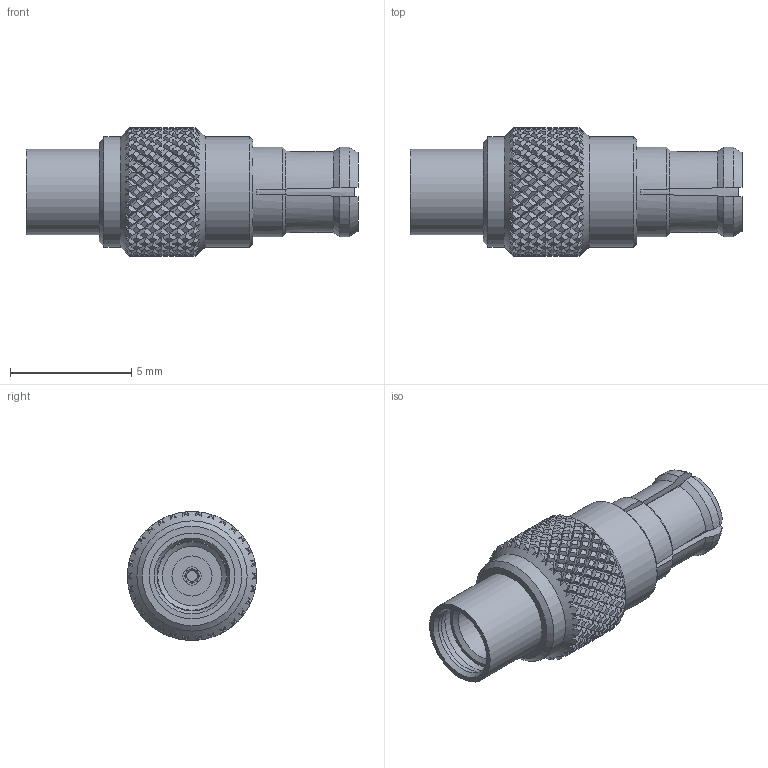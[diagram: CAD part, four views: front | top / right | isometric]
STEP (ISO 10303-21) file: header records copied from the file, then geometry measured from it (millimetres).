
FILE_DESCRIPTION (( 'STEP AP203' ), '1' );
FILE_NAME ('PE9528_3D.step', '2020-11-13T16:01:58', ( '' ), ( '' ), 'SwSTEP 2.0', 'SolidWorks 2018', '' );
FILE_SCHEMA (( 'CONFIG_CONTROL_DESIGN' ));
Products named in the file (1): PE9528_3D
Bounding box: 13.67 x 5.31 x 5.31 mm (x, y, z)
Volume: 156.8 mm3; surface area: 370.4 mm2
Topology: 1 solids, 1 shells, 1566 faces, 3300 edges, 1746 vertices
Faces by surface type: bspline 1200, cylinder 293, plane 48, cone 25
Full cylindrical faces by diameter (mm): 0.445 x1, 0.507 x1, 0.745 x1, 0.982 x1, 1.651 x1, 2.037 x1, 2.442 x1, 2.707 x1, 2.823 x1, 2.879 x1, 3.086 x1, 3.526 x1, 3.696 x1, 4.54 x2
Entity records: 58755 total; most frequent: CARTESIAN_POINT 38693, ORIENTED_EDGE 6544, EDGE_CURVE 3272, VERTEX_POINT 1742, EDGE_LOOP 1600, FACE_OUTER_BOUND 1581, ADVANCED_FACE 1566, B_SPLINE_CURVE_WITH_KNOTS 1412
